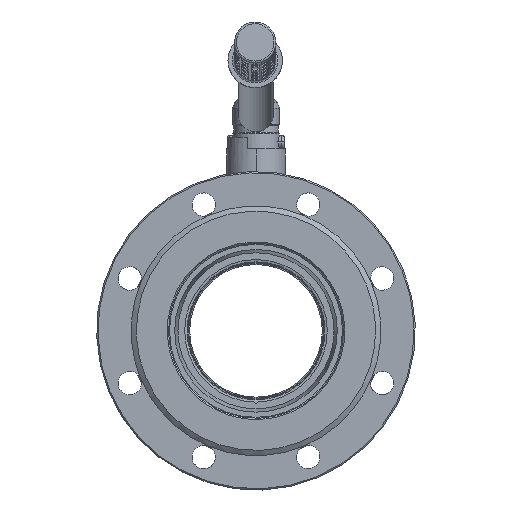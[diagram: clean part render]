
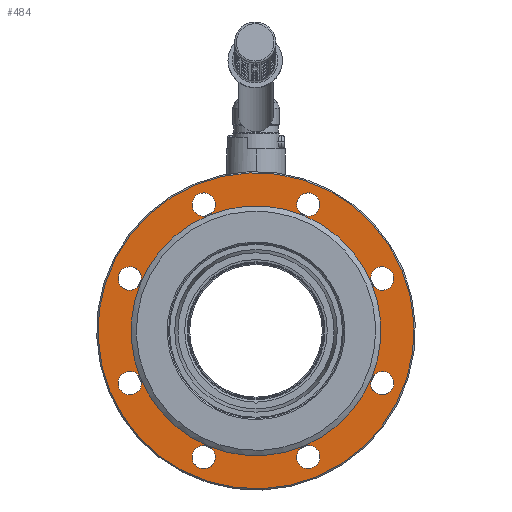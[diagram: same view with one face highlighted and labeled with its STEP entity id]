
A CAD part, left-side view. The second image highlights one B-rep face of the part: STEP entity #484.
In plain terms, the highlighted planar face has unit normal (-1, 0, 0).
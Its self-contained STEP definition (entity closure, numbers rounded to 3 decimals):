
#252=CARTESIAN_POINT('',(-159.594,-112.251,46.496));
#253=VERTEX_POINT('',#252);
#260=CARTESIAN_POINT('',(-159.594,112.251,-46.496));
#261=VERTEX_POINT('',#260);
#262=CARTESIAN_POINT('',(-159.594,0.,-0.));
#263=DIRECTION('',(1.,0.,0.));
#264=DIRECTION('',(-0.,0.924,-0.383));
#265=AXIS2_PLACEMENT_3D('',#262,#263,#264);
#266=CIRCLE('',#265,121.5);
#267=EDGE_CURVE('',#253,#261,#266,.T.);
#269=CARTESIAN_POINT('',(-159.594,0.,-0.));
#270=DIRECTION('',(1.,0.,0.));
#271=DIRECTION('',(-0.,0.924,-0.383));
#272=AXIS2_PLACEMENT_3D('',#269,#270,#271);
#273=CIRCLE('',#272,121.5);
#274=EDGE_CURVE('',#261,#253,#273,.T.);
#282=CARTESIAN_POINT('',(-159.594,-88.692,36.738));
#283=DIRECTION('',(-1.,-0.,-0.));
#284=DIRECTION('',(-0.,0.924,-0.383));
#285=AXIS2_PLACEMENT_3D('',#282,#283,#284);
#286=PLANE('',#285);
#287=ORIENTED_EDGE('',*,*,#267,.F.);
#288=ORIENTED_EDGE('',*,*,#274,.F.);
#289=EDGE_LOOP('',(#287,#288));
#290=FACE_BOUND('',#289,.T.);
#291=CARTESIAN_POINT('',(-159.594,-88.692,-36.738));
#292=VERTEX_POINT('',#291);
#293=CARTESIAN_POINT('',(-159.594,-36.738,-88.692));
#294=VERTEX_POINT('',#293);
#295=CARTESIAN_POINT('',(-159.594,0.,-0.));
#296=DIRECTION('',(1.,0.,0.));
#297=DIRECTION('',(-0.,0.924,-0.383));
#298=AXIS2_PLACEMENT_3D('',#295,#296,#297);
#299=CIRCLE('',#298,96.);
#300=EDGE_CURVE('',#292,#294,#299,.T.);
#301=ORIENTED_EDGE('',*,*,#300,.T.);
#302=CARTESIAN_POINT('',(-159.594,-40.182,-97.007));
#303=DIRECTION('',(1.,0.,0.));
#304=DIRECTION('',(-0.,0.383,0.924));
#305=AXIS2_PLACEMENT_3D('',#302,#303,#304);
#306=CIRCLE('',#305,9.);
#307=EDGE_CURVE('',#294,#294,#306,.T.);
#308=ORIENTED_EDGE('',*,*,#307,.T.);
#309=CARTESIAN_POINT('',(-159.594,36.738,-88.692));
#310=VERTEX_POINT('',#309);
#311=CARTESIAN_POINT('',(-159.594,0.,-0.));
#312=DIRECTION('',(1.,0.,0.));
#313=DIRECTION('',(-0.,0.924,-0.383));
#314=AXIS2_PLACEMENT_3D('',#311,#312,#313);
#315=CIRCLE('',#314,96.);
#316=EDGE_CURVE('',#294,#310,#315,.T.);
#317=ORIENTED_EDGE('',*,*,#316,.T.);
#318=CARTESIAN_POINT('',(-159.594,43.626,-88.692));
#319=VERTEX_POINT('',#318);
#320=CARTESIAN_POINT('',(-159.594,40.182,-97.007));
#321=DIRECTION('',(1.,0.,0.));
#322=DIRECTION('',(-0.,0.383,0.924));
#323=AXIS2_PLACEMENT_3D('',#320,#321,#322);
#324=CIRCLE('',#323,9.);
#325=EDGE_CURVE('',#310,#319,#324,.T.);
#326=ORIENTED_EDGE('',*,*,#325,.T.);
#327=CARTESIAN_POINT('',(-159.594,40.182,-97.007));
#328=DIRECTION('',(1.,0.,0.));
#329=DIRECTION('',(-0.,0.383,0.924));
#330=AXIS2_PLACEMENT_3D('',#327,#328,#329);
#331=CIRCLE('',#330,9.);
#332=EDGE_CURVE('',#319,#310,#331,.T.);
#333=ORIENTED_EDGE('',*,*,#332,.T.);
#334=CARTESIAN_POINT('',(-159.594,88.692,-36.738));
#335=VERTEX_POINT('',#334);
#336=CARTESIAN_POINT('',(-159.594,0.,-0.));
#337=DIRECTION('',(1.,0.,0.));
#338=DIRECTION('',(-0.,0.924,-0.383));
#339=AXIS2_PLACEMENT_3D('',#336,#337,#338);
#340=CIRCLE('',#339,96.);
#341=EDGE_CURVE('',#310,#335,#340,.T.);
#342=ORIENTED_EDGE('',*,*,#341,.T.);
#343=CARTESIAN_POINT('',(-159.594,100.452,-31.867));
#344=VERTEX_POINT('',#343);
#345=CARTESIAN_POINT('',(-159.594,97.007,-40.182));
#346=DIRECTION('',(1.,0.,0.));
#347=DIRECTION('',(-0.,0.383,0.924));
#348=AXIS2_PLACEMENT_3D('',#345,#346,#347);
#349=CIRCLE('',#348,9.);
#350=EDGE_CURVE('',#335,#344,#349,.T.);
#351=ORIENTED_EDGE('',*,*,#350,.T.);
#352=CARTESIAN_POINT('',(-159.594,97.007,-40.182));
#353=DIRECTION('',(1.,0.,0.));
#354=DIRECTION('',(-0.,0.383,0.924));
#355=AXIS2_PLACEMENT_3D('',#352,#353,#354);
#356=CIRCLE('',#355,9.);
#357=EDGE_CURVE('',#344,#335,#356,.T.);
#358=ORIENTED_EDGE('',*,*,#357,.T.);
#359=CARTESIAN_POINT('',(-159.594,88.692,36.738));
#360=VERTEX_POINT('',#359);
#361=CARTESIAN_POINT('',(-159.594,0.,-0.));
#362=DIRECTION('',(1.,0.,0.));
#363=DIRECTION('',(-0.,0.924,-0.383));
#364=AXIS2_PLACEMENT_3D('',#361,#362,#363);
#365=CIRCLE('',#364,96.);
#366=EDGE_CURVE('',#335,#360,#365,.T.);
#367=ORIENTED_EDGE('',*,*,#366,.T.);
#368=CARTESIAN_POINT('',(-159.594,100.452,48.497));
#369=VERTEX_POINT('',#368);
#370=CARTESIAN_POINT('',(-159.594,97.007,40.182));
#371=DIRECTION('',(1.,0.,0.));
#372=DIRECTION('',(-0.,0.383,0.924));
#373=AXIS2_PLACEMENT_3D('',#370,#371,#372);
#374=CIRCLE('',#373,9.);
#375=EDGE_CURVE('',#360,#369,#374,.T.);
#376=ORIENTED_EDGE('',*,*,#375,.T.);
#377=CARTESIAN_POINT('',(-159.594,97.007,40.182));
#378=DIRECTION('',(1.,0.,0.));
#379=DIRECTION('',(-0.,0.383,0.924));
#380=AXIS2_PLACEMENT_3D('',#377,#378,#379);
#381=CIRCLE('',#380,9.);
#382=EDGE_CURVE('',#369,#360,#381,.T.);
#383=ORIENTED_EDGE('',*,*,#382,.T.);
#384=CARTESIAN_POINT('',(-159.594,36.738,88.692));
#385=VERTEX_POINT('',#384);
#386=CARTESIAN_POINT('',(-159.594,0.,-0.));
#387=DIRECTION('',(1.,0.,0.));
#388=DIRECTION('',(-0.,0.924,-0.383));
#389=AXIS2_PLACEMENT_3D('',#386,#387,#388);
#390=CIRCLE('',#389,96.);
#391=EDGE_CURVE('',#360,#385,#390,.T.);
#392=ORIENTED_EDGE('',*,*,#391,.T.);
#393=CARTESIAN_POINT('',(-159.594,43.626,105.322));
#394=VERTEX_POINT('',#393);
#395=CARTESIAN_POINT('',(-159.594,40.182,97.007));
#396=DIRECTION('',(1.,0.,0.));
#397=DIRECTION('',(-0.,0.383,0.924));
#398=AXIS2_PLACEMENT_3D('',#395,#396,#397);
#399=CIRCLE('',#398,9.);
#400=EDGE_CURVE('',#385,#394,#399,.T.);
#401=ORIENTED_EDGE('',*,*,#400,.T.);
#402=CARTESIAN_POINT('',(-159.594,40.182,97.007));
#403=DIRECTION('',(1.,0.,0.));
#404=DIRECTION('',(-0.,0.383,0.924));
#405=AXIS2_PLACEMENT_3D('',#402,#403,#404);
#406=CIRCLE('',#405,9.);
#407=EDGE_CURVE('',#394,#385,#406,.T.);
#408=ORIENTED_EDGE('',*,*,#407,.T.);
#409=CARTESIAN_POINT('',(-159.594,-36.738,88.692));
#410=VERTEX_POINT('',#409);
#411=CARTESIAN_POINT('',(-159.594,0.,-0.));
#412=DIRECTION('',(1.,0.,0.));
#413=DIRECTION('',(-0.,0.924,-0.383));
#414=AXIS2_PLACEMENT_3D('',#411,#412,#413);
#415=CIRCLE('',#414,96.);
#416=EDGE_CURVE('',#385,#410,#415,.T.);
#417=ORIENTED_EDGE('',*,*,#416,.T.);
#418=CARTESIAN_POINT('',(-159.594,-36.738,105.322));
#419=VERTEX_POINT('',#418);
#420=CARTESIAN_POINT('',(-159.594,-40.182,97.007));
#421=DIRECTION('',(1.,0.,0.));
#422=DIRECTION('',(-0.,0.383,0.924));
#423=AXIS2_PLACEMENT_3D('',#420,#421,#422);
#424=CIRCLE('',#423,9.);
#425=EDGE_CURVE('',#410,#419,#424,.T.);
#426=ORIENTED_EDGE('',*,*,#425,.T.);
#427=CARTESIAN_POINT('',(-159.594,-40.182,97.007));
#428=DIRECTION('',(1.,0.,0.));
#429=DIRECTION('',(-0.,0.383,0.924));
#430=AXIS2_PLACEMENT_3D('',#427,#428,#429);
#431=CIRCLE('',#430,9.);
#432=EDGE_CURVE('',#419,#410,#431,.T.);
#433=ORIENTED_EDGE('',*,*,#432,.T.);
#434=CARTESIAN_POINT('',(-159.594,-88.692,36.738));
#435=VERTEX_POINT('',#434);
#436=CARTESIAN_POINT('',(-159.594,0.,-0.));
#437=DIRECTION('',(1.,0.,0.));
#438=DIRECTION('',(-0.,0.924,-0.383));
#439=AXIS2_PLACEMENT_3D('',#436,#437,#438);
#440=CIRCLE('',#439,96.);
#441=EDGE_CURVE('',#410,#435,#440,.T.);
#442=ORIENTED_EDGE('',*,*,#441,.T.);
#443=CARTESIAN_POINT('',(-159.594,-93.563,48.497));
#444=VERTEX_POINT('',#443);
#445=CARTESIAN_POINT('',(-159.594,-97.007,40.182));
#446=DIRECTION('',(1.,0.,0.));
#447=DIRECTION('',(-0.,0.383,0.924));
#448=AXIS2_PLACEMENT_3D('',#445,#446,#447);
#449=CIRCLE('',#448,9.);
#450=EDGE_CURVE('',#435,#444,#449,.T.);
#451=ORIENTED_EDGE('',*,*,#450,.T.);
#452=CARTESIAN_POINT('',(-159.594,-97.007,40.182));
#453=DIRECTION('',(1.,0.,0.));
#454=DIRECTION('',(-0.,0.383,0.924));
#455=AXIS2_PLACEMENT_3D('',#452,#453,#454);
#456=CIRCLE('',#455,9.);
#457=EDGE_CURVE('',#444,#435,#456,.T.);
#458=ORIENTED_EDGE('',*,*,#457,.T.);
#459=CARTESIAN_POINT('',(-159.594,0.,-0.));
#460=DIRECTION('',(1.,0.,0.));
#461=DIRECTION('',(-0.,0.924,-0.383));
#462=AXIS2_PLACEMENT_3D('',#459,#460,#461);
#463=CIRCLE('',#462,96.);
#464=EDGE_CURVE('',#435,#292,#463,.T.);
#465=ORIENTED_EDGE('',*,*,#464,.T.);
#466=CARTESIAN_POINT('',(-159.594,-93.563,-31.867));
#467=VERTEX_POINT('',#466);
#468=CARTESIAN_POINT('',(-159.594,-97.007,-40.182));
#469=DIRECTION('',(1.,0.,0.));
#470=DIRECTION('',(-0.,0.383,0.924));
#471=AXIS2_PLACEMENT_3D('',#468,#469,#470);
#472=CIRCLE('',#471,9.);
#473=EDGE_CURVE('',#292,#467,#472,.T.);
#474=ORIENTED_EDGE('',*,*,#473,.T.);
#475=CARTESIAN_POINT('',(-159.594,-97.007,-40.182));
#476=DIRECTION('',(1.,0.,0.));
#477=DIRECTION('',(-0.,0.383,0.924));
#478=AXIS2_PLACEMENT_3D('',#475,#476,#477);
#479=CIRCLE('',#478,9.);
#480=EDGE_CURVE('',#467,#292,#479,.T.);
#481=ORIENTED_EDGE('',*,*,#480,.T.);
#482=EDGE_LOOP('',(#301,#308,#317,#326,#333,#342,#351,#358,#367,#376,#383,#392,#401,#408,#417,#426,#433,#442,#451,#458,#465,#474,#481));
#483=FACE_BOUND('',#482,.T.);
#484=ADVANCED_FACE('',(#290,#483),#286,.T.);
